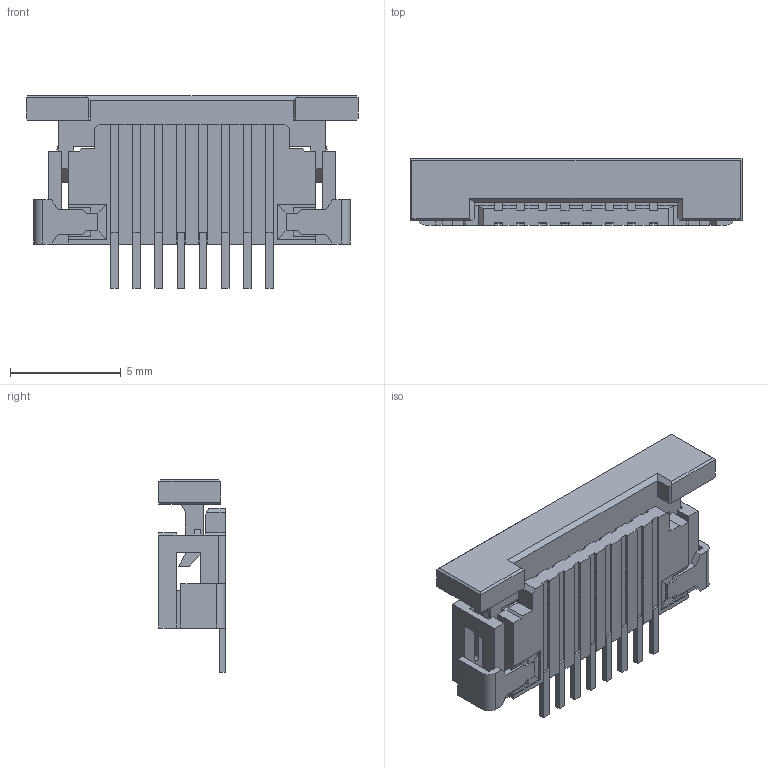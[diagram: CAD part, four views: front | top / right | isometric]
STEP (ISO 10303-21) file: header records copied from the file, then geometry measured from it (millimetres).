
FILE_DESCRIPTION((''),'2;1');
FILE_NAME('522710879','2014-05-29T',('me'),(''),'PRO/ENGINEER BY PARAMETRIC TECHNOLOGY CORPORATION, 2011490','PRO/ENGINEER BY PARAMETRIC TECHNOLOGY CORPORATION, 2011490','');
FILE_SCHEMA(('CONFIG_CONTROL_DESIGN'));
Length unit declared in the file: millimetre
Products named in the file (1): 522710879
Bounding box: 15 x 3 x 8.7 mm (x, y, z)
Volume: 164.4 mm3; surface area: 637.3 mm2
Topology: 1 solids, 1 shells, 377 faces, 1246 edges, 830 vertices
Faces by surface type: plane 369, cylinder 8
Entity records: 13397 total; most frequent: CARTESIAN_POINT 2414, ORIENTED_EDGE 2412, DIRECTION 2018, VECTOR 1230, LINE 1230, EDGE_CURVE 1206, VERTEX_POINT 790, EDGE_LOOP 396
